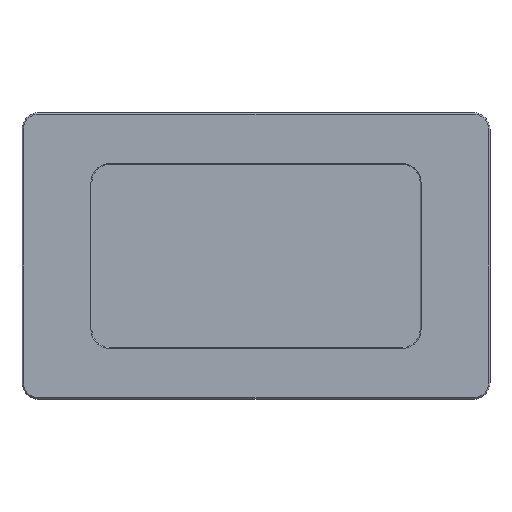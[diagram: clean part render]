
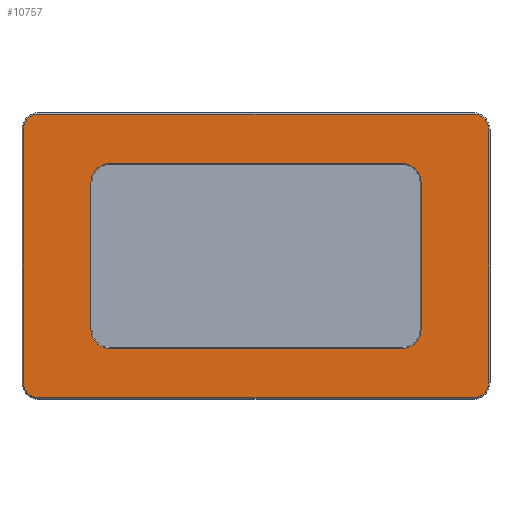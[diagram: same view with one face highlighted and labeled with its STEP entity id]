
A CAD part, top view. The second image highlights one B-rep face of the part: STEP entity #10757.
In plain terms, the highlighted planar face has unit normal (0, 0, 1).
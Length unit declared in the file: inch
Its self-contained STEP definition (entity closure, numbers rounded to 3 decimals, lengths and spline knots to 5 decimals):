
#195=FACE_BOUND('',#1757,.T.);
#345=PLANE('',#11523);
#1107=FACE_OUTER_BOUND('',#1756,.T.);
#1756=EDGE_LOOP('',(#8096,#8097,#8098,#8099,#8100,#8101,#8102,#8103));
#1757=EDGE_LOOP('',(#8104,#8105,#8106,#8107,#8108,#8109,#8110,#8111));
#2291=CIRCLE('',#11510,0.345);
#2293=CIRCLE('',#11514,0.345);
#2295=CIRCLE('',#11518,0.345);
#2297=CIRCLE('',#11522,0.345);
#2298=CIRCLE('',#11524,0.41);
#2299=CIRCLE('',#11525,0.41);
#2300=CIRCLE('',#11526,0.41);
#2301=CIRCLE('',#11527,0.41);
#2942=LINE('',#17365,#3757);
#2947=LINE('',#17379,#3762);
#2951=LINE('',#17391,#3766);
#2955=LINE('',#17403,#3770);
#2957=LINE('',#17413,#3772);
#2958=LINE('',#17417,#3773);
#2959=LINE('',#17421,#3774);
#2960=LINE('',#17424,#3775);
#3757=VECTOR('',#12931,0.3937);
#3762=VECTOR('',#12944,0.3937);
#3766=VECTOR('',#12956,0.3937);
#3770=VECTOR('',#12968,0.3937);
#3772=VECTOR('',#12980,0.3937);
#3773=VECTOR('',#12983,0.3937);
#3774=VECTOR('',#12986,0.3937);
#3775=VECTOR('',#12989,0.3937);
#4766=VERTEX_POINT('',#17362);
#4767=VERTEX_POINT('',#17364);
#4770=VERTEX_POINT('',#17372);
#4772=VERTEX_POINT('',#17377);
#4774=VERTEX_POINT('',#17384);
#4776=VERTEX_POINT('',#17389);
#4778=VERTEX_POINT('',#17396);
#4780=VERTEX_POINT('',#17401);
#4781=VERTEX_POINT('',#17409);
#4782=VERTEX_POINT('',#17410);
#4783=VERTEX_POINT('',#17412);
#4784=VERTEX_POINT('',#17414);
#4785=VERTEX_POINT('',#17416);
#4786=VERTEX_POINT('',#17418);
#4787=VERTEX_POINT('',#17420);
#4788=VERTEX_POINT('',#17422);
#5976=EDGE_CURVE('',#4766,#4767,#2942,.T.);
#5981=EDGE_CURVE('',#4770,#4766,#2291,.T.);
#5983=EDGE_CURVE('',#4772,#4770,#2947,.T.);
#5987=EDGE_CURVE('',#4774,#4772,#2293,.T.);
#5989=EDGE_CURVE('',#4776,#4774,#2951,.T.);
#5993=EDGE_CURVE('',#4778,#4776,#2295,.T.);
#5995=EDGE_CURVE('',#4780,#4778,#2955,.T.);
#5998=EDGE_CURVE('',#4767,#4780,#2297,.T.);
#5999=EDGE_CURVE('',#4781,#4782,#2298,.T.);
#6000=EDGE_CURVE('',#4783,#4781,#2957,.T.);
#6001=EDGE_CURVE('',#4784,#4783,#2299,.T.);
#6002=EDGE_CURVE('',#4785,#4784,#2958,.T.);
#6003=EDGE_CURVE('',#4786,#4785,#2300,.T.);
#6004=EDGE_CURVE('',#4787,#4786,#2959,.T.);
#6005=EDGE_CURVE('',#4788,#4787,#2301,.T.);
#6006=EDGE_CURVE('',#4782,#4788,#2960,.T.);
#8096=ORIENTED_EDGE('',*,*,#5976,.F.);
#8097=ORIENTED_EDGE('',*,*,#5981,.F.);
#8098=ORIENTED_EDGE('',*,*,#5983,.F.);
#8099=ORIENTED_EDGE('',*,*,#5987,.F.);
#8100=ORIENTED_EDGE('',*,*,#5989,.F.);
#8101=ORIENTED_EDGE('',*,*,#5993,.F.);
#8102=ORIENTED_EDGE('',*,*,#5995,.F.);
#8103=ORIENTED_EDGE('',*,*,#5998,.F.);
#8104=ORIENTED_EDGE('',*,*,#5999,.F.);
#8105=ORIENTED_EDGE('',*,*,#6000,.F.);
#8106=ORIENTED_EDGE('',*,*,#6001,.F.);
#8107=ORIENTED_EDGE('',*,*,#6002,.F.);
#8108=ORIENTED_EDGE('',*,*,#6003,.F.);
#8109=ORIENTED_EDGE('',*,*,#6004,.F.);
#8110=ORIENTED_EDGE('',*,*,#6005,.F.);
#8111=ORIENTED_EDGE('',*,*,#6006,.F.);
#10757=ADVANCED_FACE('',(#1107,#195),#345,.F.);
#11510=AXIS2_PLACEMENT_3D('',#17374,#12939,#12940);
#11514=AXIS2_PLACEMENT_3D('',#17386,#12951,#12952);
#11518=AXIS2_PLACEMENT_3D('',#17398,#12963,#12964);
#11522=AXIS2_PLACEMENT_3D('',#17407,#12974,#12975);
#11523=AXIS2_PLACEMENT_3D('',#17408,#12976,#12977);
#11524=AXIS2_PLACEMENT_3D('',#17411,#12978,#12979);
#11525=AXIS2_PLACEMENT_3D('',#17415,#12981,#12982);
#11526=AXIS2_PLACEMENT_3D('',#17419,#12984,#12985);
#11527=AXIS2_PLACEMENT_3D('',#17423,#12987,#12988);
#12931=DIRECTION('',(0.,-1.,0.));
#12939=DIRECTION('center_axis',(0.,0.,
-1.));
#12940=DIRECTION('ref_axis',(0.707,0.707,0.));
#12944=DIRECTION('',(1.,0.,0.));
#12951=DIRECTION('center_axis',(0.,0.,
-1.));
#12952=DIRECTION('ref_axis',(-0.707,0.707,0.));
#12956=DIRECTION('',(0.,1.,0.));
#12963=DIRECTION('center_axis',(0.,0.,
-1.));
#12964=DIRECTION('ref_axis',(-0.707,-0.707,0.));
#12968=DIRECTION('',(-1.,0.,0.));
#12974=DIRECTION('center_axis',(0.,0.,
-1.));
#12975=DIRECTION('ref_axis',(0.707,-0.707,0.));
#12976=DIRECTION('center_axis',(0.,0.,
-1.));
#12977=DIRECTION('ref_axis',(1.,0.,0.));
#12978=DIRECTION('center_axis',(0.,0.,
1.));
#12979=DIRECTION('ref_axis',(0.,-1.,0.));
#12980=DIRECTION('',(1.,0.,0.));
#12981=DIRECTION('center_axis',(0.,0.,
1.));
#12982=DIRECTION('ref_axis',(-1.,0.,0.));
#12983=DIRECTION('',(0.,-1.,0.));
#12984=DIRECTION('center_axis',(0.,0.,
1.));
#12985=DIRECTION('ref_axis',(0.,1.,0.));
#12986=DIRECTION('',(-1.,0.,0.));
#12987=DIRECTION('center_axis',(0.,0.,
1.));
#12988=DIRECTION('ref_axis',(1.,0.,0.));
#12989=DIRECTION('',(0.,1.,0.));
#17362=CARTESIAN_POINT('',(10.35268,5.98327,0.74764));
#17364=CARTESIAN_POINT('',(10.35268,0.375,0.74764));
#17365=CARTESIAN_POINT('',(10.35268,4.7687,0.74764));
#17372=CARTESIAN_POINT('',(10.00768,6.32827,0.74764));
#17374=CARTESIAN_POINT('Origin',(10.00768,5.98327,0.74764));
#17377=CARTESIAN_POINT('',(0.375,6.32827,0.74764));
#17379=CARTESIAN_POINT('',(2.59567,6.32827,0.74764));
#17384=CARTESIAN_POINT('',(0.03,5.98327,0.74764));
#17386=CARTESIAN_POINT('Origin',(0.375,5.98327,0.74764));
#17389=CARTESIAN_POINT('',(0.03,0.375,0.74764));
#17391=CARTESIAN_POINT('',(0.03,1.58957,0.74764));
#17396=CARTESIAN_POINT('',(0.375,0.03,0.74764));
#17398=CARTESIAN_POINT('Origin',(0.375,0.375,0.74764));
#17401=CARTESIAN_POINT('',(10.00768,0.03,0.74764));
#17403=CARTESIAN_POINT('',(7.78701,0.03,0.74764));
#17407=CARTESIAN_POINT('Origin',(10.00768,0.375,0.74764));
#17408=CARTESIAN_POINT('Origin',(5.19134,3.17913,0.74764));
#17409=CARTESIAN_POINT('',(8.44268,1.13,0.74764));
#17410=CARTESIAN_POINT('',(8.85268,1.54,0.74764));
#17411=CARTESIAN_POINT('Origin',(8.44268,1.54,0.74764));
#17412=CARTESIAN_POINT('',(1.94,1.13,0.74764));
#17413=CARTESIAN_POINT('',(6.81701,1.13,0.74764));
#17414=CARTESIAN_POINT('',(1.53,1.54,0.74764));
#17415=CARTESIAN_POINT('Origin',(1.94,1.54,0.74764));
#17416=CARTESIAN_POINT('',(1.53,4.81827,0.74764));
#17417=CARTESIAN_POINT('',(1.53,2.35957,0.74764));
#17418=CARTESIAN_POINT('',(1.94,5.22827,0.74764));
#17419=CARTESIAN_POINT('Origin',(1.94,4.81827,0.74764));
#17420=CARTESIAN_POINT('',(8.44268,5.22827,0.74764));
#17421=CARTESIAN_POINT('',(3.56567,5.22827,0.74764));
#17422=CARTESIAN_POINT('',(8.85268,4.81827,0.74764));
#17423=CARTESIAN_POINT('Origin',(8.44268,4.81827,0.74764));
#17424=CARTESIAN_POINT('',(8.85268,3.9987,0.74764));
